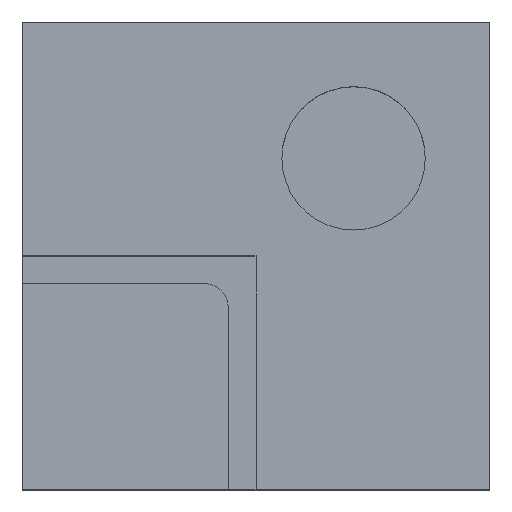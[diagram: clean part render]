
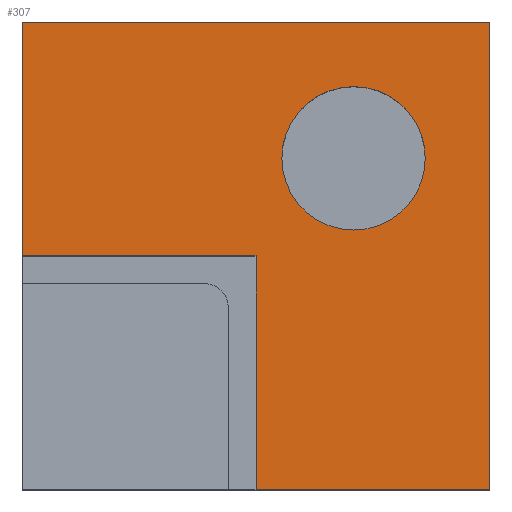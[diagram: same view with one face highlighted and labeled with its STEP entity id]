
A CAD part, top view. The second image highlights one B-rep face of the part: STEP entity #307.
In plain terms, the highlighted planar face has unit normal (0, 0, 1).
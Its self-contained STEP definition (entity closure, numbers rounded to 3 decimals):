
#13=FACE_BOUND('',#70,.T.);
#33=PLANE('',#344);
#51=FACE_OUTER_BOUND('',#69,.T.);
#69=EDGE_LOOP('',(#281,#282,#283,#284,#285,#286));
#70=EDGE_LOOP('',(#287));
#94=LINE('',#488,#129);
#97=LINE('',#493,#132);
#99=LINE('',#497,#134);
#101=LINE('',#501,#136);
#103=LINE('',#505,#138);
#105=LINE('',#508,#140);
#129=VECTOR('',#402,10.);
#132=VECTOR('',#407,10.);
#134=VECTOR('',#411,10.);
#136=VECTOR('',#415,10.);
#138=VECTOR('',#419,10.);
#140=VECTOR('',#423,10.);
#144=CIRCLE('',#337,9.2);
#164=VERTEX_POINT('',#481);
#165=VERTEX_POINT('',#485);
#166=VERTEX_POINT('',#487);
#167=VERTEX_POINT('',#492);
#168=VERTEX_POINT('',#496);
#169=VERTEX_POINT('',#500);
#170=VERTEX_POINT('',#504);
#195=EDGE_CURVE('',#164,#164,#144,.T.);
#198=EDGE_CURVE('',#166,#165,#94,.T.);
#201=EDGE_CURVE('',#167,#166,#97,.T.);
#203=EDGE_CURVE('',#168,#167,#99,.T.);
#205=EDGE_CURVE('',#169,#168,#101,.T.);
#207=EDGE_CURVE('',#170,#169,#103,.T.);
#209=EDGE_CURVE('',#165,#170,#105,.T.);
#281=ORIENTED_EDGE('',*,*,#209,.T.);
#282=ORIENTED_EDGE('',*,*,#207,.T.);
#283=ORIENTED_EDGE('',*,*,#205,.T.);
#284=ORIENTED_EDGE('',*,*,#203,.T.);
#285=ORIENTED_EDGE('',*,*,#201,.T.);
#286=ORIENTED_EDGE('',*,*,#198,.T.);
#287=ORIENTED_EDGE('',*,*,#195,.T.);
#307=ADVANCED_FACE('',(#51,#13),#33,.F.);
#337=AXIS2_PLACEMENT_3D('',#482,#396,#397);
#344=AXIS2_PLACEMENT_3D('',#509,#424,#425);
#396=DIRECTION('center_axis',(0.,0.,-1.));
#397=DIRECTION('ref_axis',(1.,0.,0.));
#402=DIRECTION('',(0.,-1.,0.));
#407=DIRECTION('',(-1.,0.,0.));
#411=DIRECTION('',(0.,1.,0.));
#415=DIRECTION('',(1.,0.,0.));
#419=DIRECTION('',(0.,-1.,0.));
#423=DIRECTION('',(1.,0.,0.));
#424=DIRECTION('center_axis',(0.,0.,-1.));
#425=DIRECTION('ref_axis',(1.,0.,0.));
#481=CARTESIAN_POINT('',(103.312,102.512,-45.));
#482=CARTESIAN_POINT('Origin',(112.512,102.512,-45.));
#485=CARTESIAN_POINT('',(70.,90.,-45.));
#487=CARTESIAN_POINT('',(70.,120.,-45.));
#488=CARTESIAN_POINT('',(70.,120.,-45.));
#492=CARTESIAN_POINT('',(130.,120.,-45.));
#493=CARTESIAN_POINT('',(130.,120.,-45.));
#496=CARTESIAN_POINT('',(130.,60.,-45.));
#497=CARTESIAN_POINT('',(130.,60.,-45.));
#500=CARTESIAN_POINT('',(100.,60.,-45.));
#501=CARTESIAN_POINT('',(70.,60.,-45.));
#504=CARTESIAN_POINT('',(100.,90.,-45.));
#505=CARTESIAN_POINT('',(100.,90.,-45.));
#508=CARTESIAN_POINT('',(100.,90.,-45.));
#509=CARTESIAN_POINT('Origin',(100.,90.,-45.));
